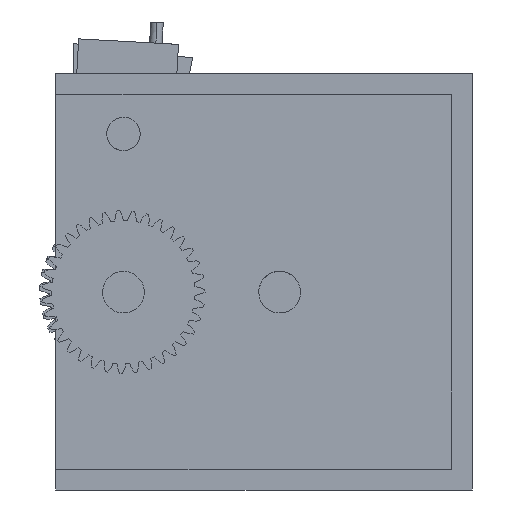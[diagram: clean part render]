
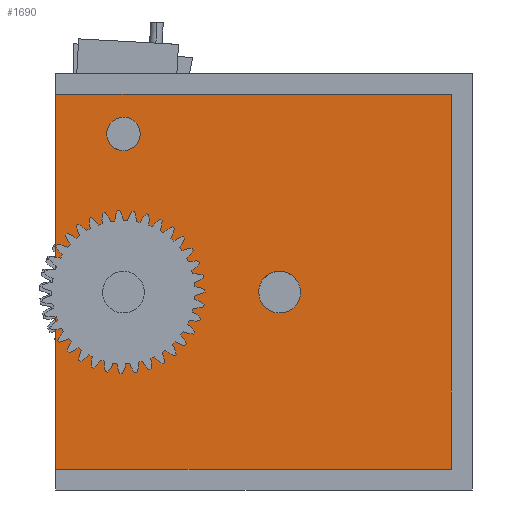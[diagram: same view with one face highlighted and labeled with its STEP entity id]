
A CAD part, left-side view. The second image highlights one B-rep face of the part: STEP entity #1690.
In plain terms, the highlighted free-form (B-spline) face has degree [1, 1] with [2, 2] control points.
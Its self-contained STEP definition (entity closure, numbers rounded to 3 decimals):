
#358 = VERTEX_POINT('',#359);
#359 = CARTESIAN_POINT('',(-3.108,69.991,
    33.365));
#377 = VERTEX_POINT('',#378);
#378 = CARTESIAN_POINT('',(-3.108,69.991,
    48.195));
#383 = EDGE_CURVE('',#377,#358,#384,.T.);
#384 = ( BOUNDED_CURVE() B_SPLINE_CURVE(2,(#385,#386,#387,#388,#389),
.UNSPECIFIED.,.F.,.F.) B_SPLINE_CURVE_WITH_KNOTS((3,2,3),(0.,
1.571,3.142),.PIECEWISE_BEZIER_KNOTS.) CURVE() 
GEOMETRIC_REPRESENTATION_ITEM() RATIONAL_B_SPLINE_CURVE((1.,
0.707,1.,0.707,1.)) REPRESENTATION_ITEM('') );
#385 = CARTESIAN_POINT('',(-3.108,69.991,
    48.195));
#386 = CARTESIAN_POINT('',(-3.108,62.576,
    48.195));
#387 = CARTESIAN_POINT('',(-3.108,62.576,
    40.78));
#388 = CARTESIAN_POINT('',(-3.108,62.576,
    33.365));
#389 = CARTESIAN_POINT('',(-3.108,69.991,
    33.365));
#406 = VERTEX_POINT('',#407);
#407 = CARTESIAN_POINT('',(-3.108,125.6,
    33.365));
#425 = VERTEX_POINT('',#426);
#426 = CARTESIAN_POINT('',(-3.108,125.6,
    48.195));
#431 = EDGE_CURVE('',#425,#406,#432,.T.);
#432 = ( BOUNDED_CURVE() B_SPLINE_CURVE(2,(#433,#434,#435,#436,#437),
.UNSPECIFIED.,.F.,.F.) B_SPLINE_CURVE_WITH_KNOTS((3,2,3),(0.,
1.571,3.142),.PIECEWISE_BEZIER_KNOTS.) CURVE() 
GEOMETRIC_REPRESENTATION_ITEM() RATIONAL_B_SPLINE_CURVE((1.,
0.707,1.,0.707,1.)) REPRESENTATION_ITEM('') );
#433 = CARTESIAN_POINT('',(-3.108,125.6,
    48.195));
#434 = CARTESIAN_POINT('',(-3.108,118.185,
    48.195));
#435 = CARTESIAN_POINT('',(-3.108,118.185,
    40.78));
#436 = CARTESIAN_POINT('',(-3.108,118.185,
    33.365));
#437 = CARTESIAN_POINT('',(-3.108,125.6,
    33.365));
#454 = VERTEX_POINT('',#455);
#455 = CARTESIAN_POINT('',(-3.108,125.6,
    91.199));
#473 = VERTEX_POINT('',#474);
#474 = CARTESIAN_POINT('',(-3.108,125.6,
    103.062));
#479 = EDGE_CURVE('',#473,#454,#480,.T.);
#480 = ( BOUNDED_CURVE() B_SPLINE_CURVE(2,(#481,#482,#483,#484,#485),
.UNSPECIFIED.,.F.,.F.) B_SPLINE_CURVE_WITH_KNOTS((3,2,3),(0.,
1.571,3.142),.PIECEWISE_BEZIER_KNOTS.) CURVE() 
GEOMETRIC_REPRESENTATION_ITEM() RATIONAL_B_SPLINE_CURVE((1.,
0.707,1.,0.707,1.)) REPRESENTATION_ITEM('') );
#481 = CARTESIAN_POINT('',(-3.108,125.6,
    103.062));
#482 = CARTESIAN_POINT('',(-3.108,119.668,
    103.062));
#483 = CARTESIAN_POINT('',(-3.108,119.668,
    97.131));
#484 = CARTESIAN_POINT('',(-3.108,119.668,
    91.199));
#485 = CARTESIAN_POINT('',(-3.108,125.6,
    91.199));
#574 = EDGE_CURVE('',#454,#473,#575,.T.);
#575 = ( BOUNDED_CURVE() B_SPLINE_CURVE(2,(#576,#577,#578,#579,#580),
.UNSPECIFIED.,.F.,.F.) B_SPLINE_CURVE_WITH_KNOTS((3,2,3),(3.142,
4.712,6.283),.PIECEWISE_BEZIER_KNOTS.) CURVE() 
GEOMETRIC_REPRESENTATION_ITEM() RATIONAL_B_SPLINE_CURVE((1.,
0.707,1.,0.707,1.)) REPRESENTATION_ITEM('') );
#576 = CARTESIAN_POINT('',(-3.108,125.6,
    91.199));
#577 = CARTESIAN_POINT('',(-3.108,131.532,
    91.199));
#578 = CARTESIAN_POINT('',(-3.108,131.532,
    97.131));
#579 = CARTESIAN_POINT('',(-3.108,131.532,
    103.062));
#580 = CARTESIAN_POINT('',(-3.108,125.6,
    103.062));
#606 = EDGE_CURVE('',#406,#425,#607,.T.);
#607 = ( BOUNDED_CURVE() B_SPLINE_CURVE(2,(#608,#609,#610,#611,#612),
.UNSPECIFIED.,.F.,.F.) B_SPLINE_CURVE_WITH_KNOTS((3,2,3),(3.142,
4.712,6.283),.PIECEWISE_BEZIER_KNOTS.) CURVE() 
GEOMETRIC_REPRESENTATION_ITEM() RATIONAL_B_SPLINE_CURVE((1.,
0.707,1.,0.707,1.)) REPRESENTATION_ITEM('') );
#608 = CARTESIAN_POINT('',(-3.108,125.6,
    33.365));
#609 = CARTESIAN_POINT('',(-3.108,133.015,
    33.365));
#610 = CARTESIAN_POINT('',(-3.108,133.015,
    40.78));
#611 = CARTESIAN_POINT('',(-3.108,133.015,
    48.195));
#612 = CARTESIAN_POINT('',(-3.108,125.6,
    48.195));
#638 = EDGE_CURVE('',#358,#377,#639,.T.);
#639 = ( BOUNDED_CURVE() B_SPLINE_CURVE(2,(#640,#641,#642,#643,#644),
.UNSPECIFIED.,.F.,.F.) B_SPLINE_CURVE_WITH_KNOTS((3,2,3),(3.142,
4.712,6.283),.PIECEWISE_BEZIER_KNOTS.) CURVE() 
GEOMETRIC_REPRESENTATION_ITEM() RATIONAL_B_SPLINE_CURVE((1.,
0.707,1.,0.707,1.)) REPRESENTATION_ITEM('') );
#640 = CARTESIAN_POINT('',(-3.108,69.991,
    33.365));
#641 = CARTESIAN_POINT('',(-3.108,77.405,
    33.365));
#642 = CARTESIAN_POINT('',(-3.108,77.405,
    40.78));
#643 = CARTESIAN_POINT('',(-3.108,77.405,
    48.195));
#644 = CARTESIAN_POINT('',(-3.108,69.991,
    48.195));
#887 = VERTEX_POINT('',#888);
#888 = CARTESIAN_POINT('',(-3.108,149.697,
    -22.244));
#893 = EDGE_CURVE('',#894,#887,#896,.T.);
#894 = VERTEX_POINT('',#895);
#895 = CARTESIAN_POINT('',(-3.108,149.697,
    118.633));
#896 = B_SPLINE_CURVE_WITH_KNOTS('',1,(#897,#898),.UNSPECIFIED.,.F.,.F.,
  (2,2),(-80.,15.),.PIECEWISE_BEZIER_KNOTS.);
#897 = CARTESIAN_POINT('',(-3.108,149.697,
    118.633));
#898 = CARTESIAN_POINT('',(-3.108,149.697,
    -22.244));
#1614 = EDGE_CURVE('',#894,#1615,#1617,.T.);
#1615 = VERTEX_POINT('',#1616);
#1616 = CARTESIAN_POINT('',(-3.108,149.649,
    111.218));
#1617 = B_SPLINE_CURVE_WITH_KNOTS('',1,(#1618,#1619),.UNSPECIFIED.,.F.,
  .F.,(2,2),(-80.656,-75.656),.PIECEWISE_BEZIER_KNOTS.);
#1618 = CARTESIAN_POINT('',(-3.108,149.697,
    118.633));
#1619 = CARTESIAN_POINT('',(-3.108,149.649,
    111.218));
#1636 = EDGE_CURVE('',#1637,#1615,#1639,.T.);
#1637 = VERTEX_POINT('',#1638);
#1638 = CARTESIAN_POINT('',(-3.108,8.821,
    111.218));
#1639 = B_SPLINE_CURVE_WITH_KNOTS('',1,(#1640,#1641),.UNSPECIFIED.,.F.,
  .F.,(2,2),(5.948,100.916),.PIECEWISE_BEZIER_KNOTS.);
#1640 = CARTESIAN_POINT('',(-3.108,8.821,
    111.218));
#1641 = CARTESIAN_POINT('',(-3.108,149.649,
    111.218));
#1658 = EDGE_CURVE('',#1659,#1637,#1661,.T.);
#1659 = VERTEX_POINT('',#1660);
#1660 = CARTESIAN_POINT('',(-3.108,8.821,
    -22.244));
#1661 = B_SPLINE_CURVE_WITH_KNOTS('',1,(#1662,#1663),.UNSPECIFIED.,.F.,
  .F.,(2,2),(-15.,75.),.PIECEWISE_BEZIER_KNOTS.);
#1662 = CARTESIAN_POINT('',(-3.108,8.821,
    -22.244));
#1663 = CARTESIAN_POINT('',(-3.108,8.821,
    111.218));
#1680 = EDGE_CURVE('',#887,#1659,#1681,.T.);
#1681 = B_SPLINE_CURVE_WITH_KNOTS('',1,(#1682,#1683),.UNSPECIFIED.,.F.,
  .F.,(2,2),(-100.948,-5.948),.PIECEWISE_BEZIER_KNOTS.);
#1682 = CARTESIAN_POINT('',(-3.108,149.697,
    -22.244));
#1683 = CARTESIAN_POINT('',(-3.108,8.821,
    -22.244));
#1690 = ADVANCED_FACE('',(#1691,#1698,#1702,#1706),#1710,.T.);
#1691 = FACE_BOUND('',#1692,.T.);
#1692 = EDGE_LOOP('',(#1693,#1694,#1695,#1696,#1697));
#1693 = ORIENTED_EDGE('',*,*,#1614,.F.);
#1694 = ORIENTED_EDGE('',*,*,#893,.T.);
#1695 = ORIENTED_EDGE('',*,*,#1680,.T.);
#1696 = ORIENTED_EDGE('',*,*,#1658,.T.);
#1697 = ORIENTED_EDGE('',*,*,#1636,.T.);
#1698 = FACE_BOUND('',#1699,.T.);
#1699 = EDGE_LOOP('',(#1700,#1701));
#1700 = ORIENTED_EDGE('',*,*,#606,.T.);
#1701 = ORIENTED_EDGE('',*,*,#431,.T.);
#1702 = FACE_BOUND('',#1703,.T.);
#1703 = EDGE_LOOP('',(#1704,#1705));
#1704 = ORIENTED_EDGE('',*,*,#574,.T.);
#1705 = ORIENTED_EDGE('',*,*,#479,.T.);
#1706 = FACE_BOUND('',#1707,.T.);
#1707 = EDGE_LOOP('',(#1708,#1709));
#1708 = ORIENTED_EDGE('',*,*,#638,.T.);
#1709 = ORIENTED_EDGE('',*,*,#383,.T.);
#1710 = B_SPLINE_SURFACE_WITH_KNOTS('',1,1,(
    (#1711,#1712)
    ,(#1713,#1714
    )),.UNSPECIFIED.,.F.,.F.,.F.,(2,2),(2,2),(-15.,80.),(5.948,
    100.948),.PIECEWISE_BEZIER_KNOTS.);
#1711 = CARTESIAN_POINT('',(-3.108,8.821,
    -22.244));
#1712 = CARTESIAN_POINT('',(-3.108,149.697,
    -22.244));
#1713 = CARTESIAN_POINT('',(-3.108,8.821,
    118.633));
#1714 = CARTESIAN_POINT('',(-3.108,149.697,
    118.633));
